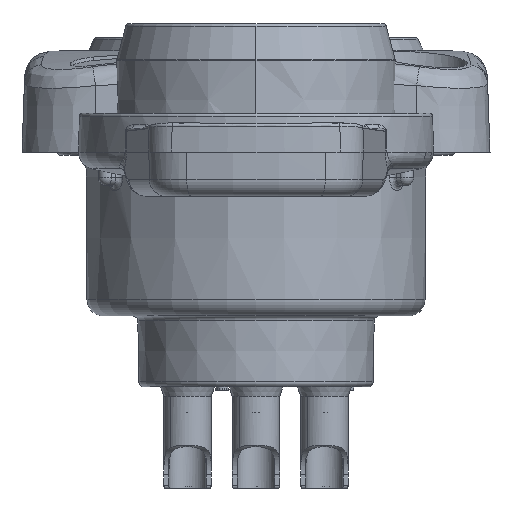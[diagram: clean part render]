
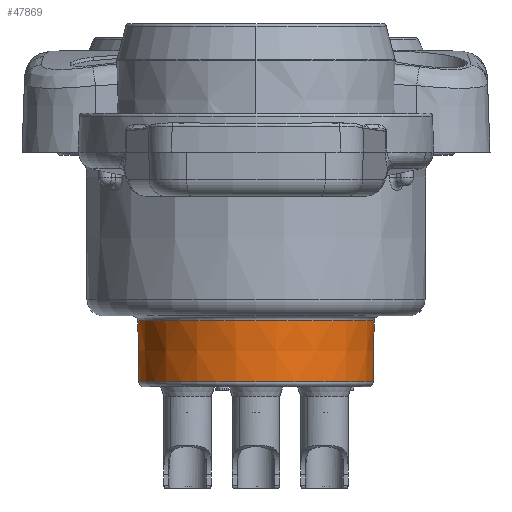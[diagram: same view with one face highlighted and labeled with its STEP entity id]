
A CAD part, front view. The second image highlights one B-rep face of the part: STEP entity #47869.
In plain terms, the highlighted conical face has half-angle 1 degrees and reference radius 6.963 mm.
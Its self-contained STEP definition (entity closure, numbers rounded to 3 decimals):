
#15650=CARTESIAN_POINT('',(0.,-1.,-15.995));
#15651=DIRECTION('',(0.,0.,1.));
#15652=DIRECTION('',(1.,0.,0.));
#15653=AXIS2_PLACEMENT_3D('',#15650,#15651,#15652);
#15655=CARTESIAN_POINT('',(0.,-1.,-15.995));
#15656=DIRECTION('',(0.,0.,1.));
#15657=DIRECTION('',(-1.,0.,0.));
#15658=AXIS2_PLACEMENT_3D('',#15655,#15656,#15657);
#15660=CARTESIAN_POINT('',(0.,-1.,-15.995));
#15661=DIRECTION('',(0.,0.,1.));
#15662=DIRECTION('',(-0.765,0.644,0.));
#15663=AXIS2_PLACEMENT_3D('',#15660,#15661,#15662);
#15708=DIRECTION('',(0.013,0.011,1.));
#15709=VECTOR('',#15708,3.611);
#15710=CARTESIAN_POINT('',(5.306,3.461,
-19.605));
#15711=LINE('',#15710,#15709);
#15712=DIRECTION('',(0.013,-0.011,-1.));
#15713=VECTOR('',#15712,3.611);
#15714=CARTESIAN_POINT('',(-5.354,3.501,
-15.995));
#15715=LINE('',#15714,#15713);
#15761=CARTESIAN_POINT('',(0.,-1.,-19.605));
#15762=DIRECTION('',(0.,0.,-1.));
#15763=DIRECTION('',(-1.,0.,0.));
#15764=AXIS2_PLACEMENT_3D('',#15761,#15762,#15763);
#15766=CARTESIAN_POINT('',(0.,-1.,-19.605));
#15767=DIRECTION('',(0.,0.,-1.));
#15768=DIRECTION('',(1.,0.,0.));
#15769=AXIS2_PLACEMENT_3D('',#15766,#15767,#15768);
#15771=CARTESIAN_POINT('',(0.,-1.,-19.605));
#15772=DIRECTION('',(0.,0.,-1.));
#15773=DIRECTION('',(0.765,0.644,0.));
#15774=AXIS2_PLACEMENT_3D('',#15771,#15772,#15773);
#20084=CARTESIAN_POINT('',(-5.354,3.501,
-15.995));
#20085=VERTEX_POINT('',#20084);
#20088=CARTESIAN_POINT('',(5.354,3.501,
-15.995));
#20089=VERTEX_POINT('',#20088);
#20090=CARTESIAN_POINT('',(-6.995,-1.,-15.995));
#20091=VERTEX_POINT('',#20090);
#20092=CARTESIAN_POINT('',(6.995,-1.,-15.995));
#20093=VERTEX_POINT('',#20092);
#20096=CARTESIAN_POINT('',(-5.306,3.461,
-19.605));
#20097=VERTEX_POINT('',#20096);
#20098=CARTESIAN_POINT('',(5.306,3.461,
-19.605));
#20099=CARTESIAN_POINT('',(6.932,-1.,-19.605));
#20100=VERTEX_POINT('',#20098);
#20101=VERTEX_POINT('',#20099);
#20102=CARTESIAN_POINT('',(-6.932,-1.,-19.605));
#20103=VERTEX_POINT('',#20102);
#47850=CARTESIAN_POINT('',(0.,-1.,-17.8));
#47851=DIRECTION('',(0.,0.,1.));
#47852=DIRECTION('',(1.,0.,0.));
#47853=AXIS2_PLACEMENT_3D('',#47850,#47851,#47852);
#47854=CONICAL_SURFACE('',#47853,6.963,1.);
#47855=ORIENTED_EDGE('',*,*,#47778,.T.);
#47857=ORIENTED_EDGE('',*,*,#47856,.F.);
#47859=ORIENTED_EDGE('',*,*,#47858,.T.);
#47861=ORIENTED_EDGE('',*,*,#47860,.T.);
#47863=ORIENTED_EDGE('',*,*,#47862,.T.);
#47864=ORIENTED_EDGE('',*,*,#47840,.F.);
#47865=ORIENTED_EDGE('',*,*,#47782,.T.);
#47866=ORIENTED_EDGE('',*,*,#47780,.T.);
#47867=EDGE_LOOP('',(#47855,#47857,#47859,#47861,#47863,#47864,#47865,#47866));
#47868=FACE_OUTER_BOUND('',#47867,.F.);
#47869=ADVANCED_FACE('',(#47868),#47854,.T.);
#15654=CIRCLE('',#15653,6.995);
#15659=CIRCLE('',#15658,6.995);
#15664=CIRCLE('',#15663,6.995);
#15765=CIRCLE('',#15764,6.932);
#15770=CIRCLE('',#15769,6.932);
#15775=CIRCLE('',#15774,6.932);
#47778=EDGE_CURVE('',#20093,#20089,#15654,.T.);
#47780=EDGE_CURVE('',#20091,#20093,#15659,.T.);
#47782=EDGE_CURVE('',#20085,#20091,#15664,.T.);
#47840=EDGE_CURVE('',#20085,#20097,#15715,.T.);
#47856=EDGE_CURVE('',#20100,#20089,#15711,.T.);
#47858=EDGE_CURVE('',#20100,#20101,#15775,.T.);
#47860=EDGE_CURVE('',#20101,#20103,#15770,.T.);
#47862=EDGE_CURVE('',#20103,#20097,#15765,.T.);
